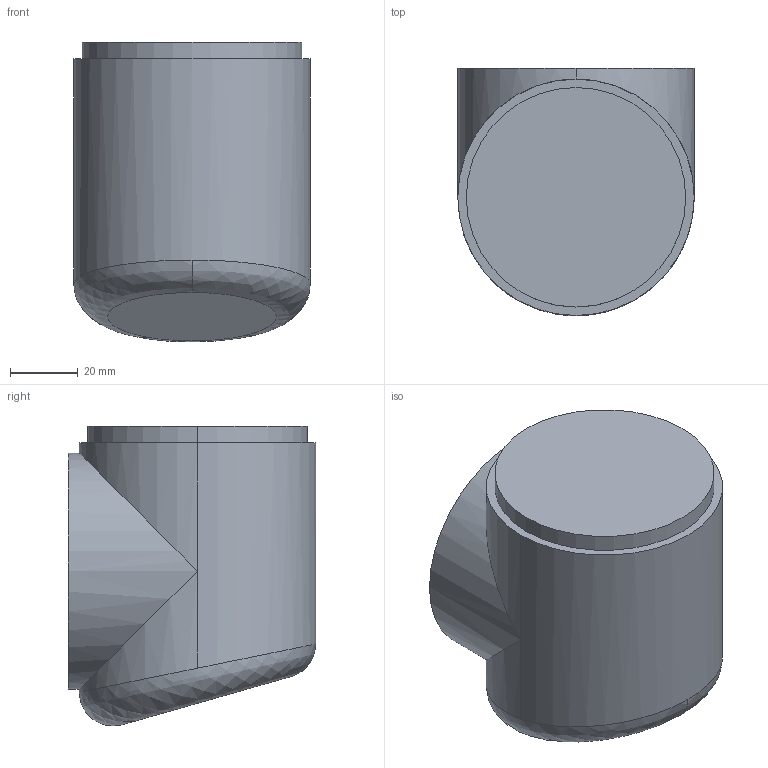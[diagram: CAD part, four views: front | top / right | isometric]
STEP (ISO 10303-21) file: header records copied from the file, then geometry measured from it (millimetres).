
FILE_DESCRIPTION (( 'STEP AP203' ), '1' );
FILE_NAME ('Link5_Default_sldprt.STEP', '2021-06-04T03:37:38', ( '' ), ( '' ), 'SwSTEP 2.0', 'SolidWorks 2020', '' );
FILE_SCHEMA (( 'CONFIG_CONTROL_DESIGN' ));
Length unit declared in the file: millimetre
Products named in the file (1): Link5_Default_sldprt
Bounding box: 70 x 73.25 x 88.83 mm (x, y, z)
Volume: 341257.2 mm3; surface area: 27185.3 mm2
Topology: 1 solids, 1 shells, 13 faces, 28 edges, 18 vertices
Faces by surface type: cylinder 7, plane 4, bspline 2
Entity records: 627 total; most frequent: CARTESIAN_POINT 292, ORIENTED_EDGE 56, DIRECTION 52, EDGE_CURVE 28, AXIS2_PLACEMENT_3D 22, VERTEX_POINT 18, EDGE_LOOP 14, FACE_OUTER_BOUND 13
